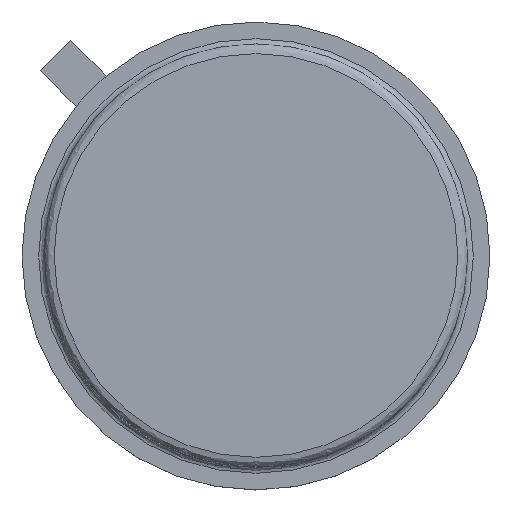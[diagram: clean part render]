
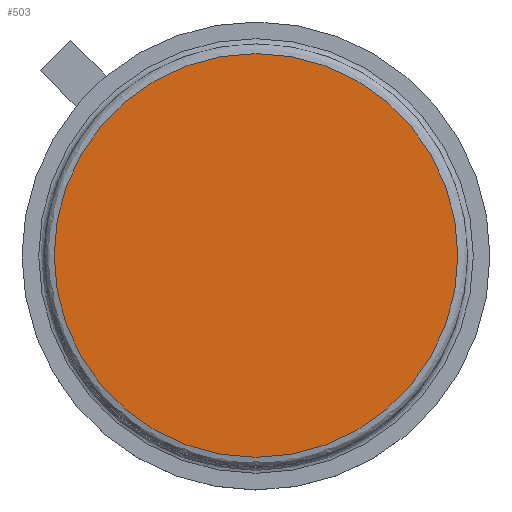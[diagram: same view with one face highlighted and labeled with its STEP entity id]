
A CAD part, top view. The second image highlights one B-rep face of the part: STEP entity #503.
In plain terms, the highlighted planar face has unit normal (0, 0, 1).
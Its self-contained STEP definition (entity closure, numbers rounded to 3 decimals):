
#477 = EDGE_CURVE('',#478,#478,#480,.T.);
#478 = VERTEX_POINT('',#479);
#479 = CARTESIAN_POINT('',(-1.515,0.,11.6));
#480 = CIRCLE('',#481,4.055);
#481 = AXIS2_PLACEMENT_3D('',#482,#483,#484);
#482 = CARTESIAN_POINT('',(2.54,0.,11.6));
#483 = DIRECTION('',(0.,0.,1.));
#484 = DIRECTION('',(-1.,0.,0.));
#503 = ADVANCED_FACE('',(#504),#507,.T.);
#504 = FACE_BOUND('',#505,.T.);
#505 = EDGE_LOOP('',(#506));
#506 = ORIENTED_EDGE('',*,*,#477,.T.);
#507 = PLANE('',#508);
#508 = AXIS2_PLACEMENT_3D('',#509,#510,#511);
#509 = CARTESIAN_POINT('',(2.54,0.,11.6));
#510 = DIRECTION('',(0.,0.,1.));
#511 = DIRECTION('',(-1.,0.,0.));
